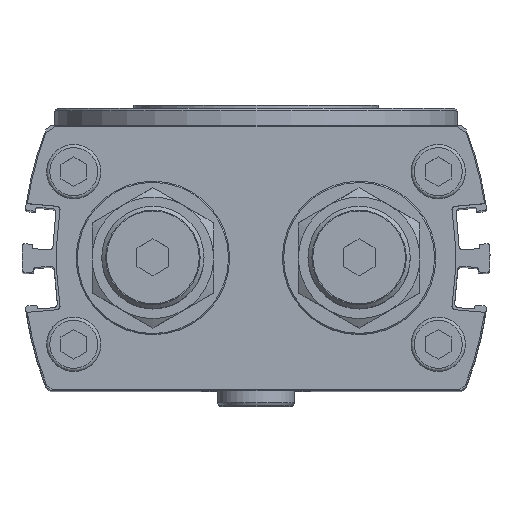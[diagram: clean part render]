
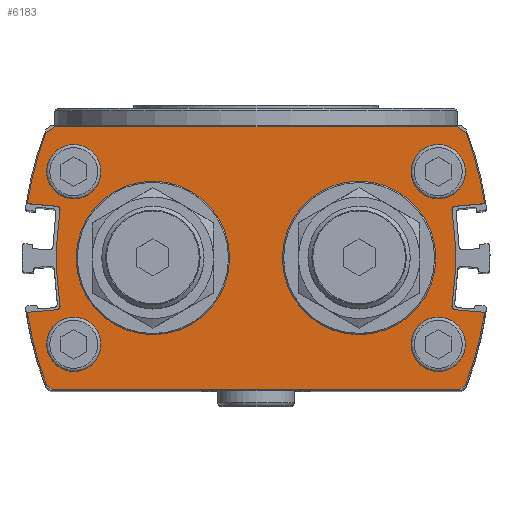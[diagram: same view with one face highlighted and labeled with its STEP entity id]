
A CAD part, top view. The second image highlights one B-rep face of the part: STEP entity #6183.
In plain terms, the highlighted planar face has unit normal (0, 0, 1).
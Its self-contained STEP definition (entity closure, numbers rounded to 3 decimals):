
#244=PLANE('',#6795);
#621=LINE('',#9950,#1085);
#626=LINE('',#9966,#1090);
#629=LINE('',#9974,#1093);
#631=LINE('',#9978,#1095);
#633=LINE('',#9982,#1097);
#636=LINE('',#9990,#1100);
#641=LINE('',#10006,#1105);
#644=LINE('',#10014,#1108);
#646=LINE('',#10018,#1110);
#647=LINE('',#10020,#1111);
#1085=VECTOR('',#7991,1000.);
#1090=VECTOR('',#8010,1000.);
#1093=VECTOR('',#8019,1000.);
#1095=VECTOR('',#8023,1000.);
#1097=VECTOR('',#8027,1000.);
#1100=VECTOR('',#8036,1000.);
#1105=VECTOR('',#8055,1000.);
#1108=VECTOR('',#8064,1000.);
#1110=VECTOR('',#8068,1000.);
#1111=VECTOR('',#8071,1000.);
#2054=ORIENTED_EDGE('',*,*,#3392,.F.);
#2055=ORIENTED_EDGE('',*,*,#3393,.F.);
#2056=ORIENTED_EDGE('',*,*,#3394,.F.);
#2057=ORIENTED_EDGE('',*,*,#3395,.F.);
#2058=ORIENTED_EDGE('',*,*,#3396,.F.);
#2059=ORIENTED_EDGE('',*,*,#3397,.F.);
#2060=ORIENTED_EDGE('',*,*,#3353,.T.);
#2061=ORIENTED_EDGE('',*,*,#3356,.T.);
#2062=ORIENTED_EDGE('',*,*,#3358,.F.);
#2063=ORIENTED_EDGE('',*,*,#3360,.T.);
#2064=ORIENTED_EDGE('',*,*,#3362,.F.);
#2065=ORIENTED_EDGE('',*,*,#3364,.T.);
#2066=ORIENTED_EDGE('',*,*,#3366,.T.);
#2067=ORIENTED_EDGE('',*,*,#3368,.T.);
#2068=ORIENTED_EDGE('',*,*,#3370,.T.);
#2069=ORIENTED_EDGE('',*,*,#3372,.T.);
#2070=ORIENTED_EDGE('',*,*,#3374,.T.);
#2071=ORIENTED_EDGE('',*,*,#3376,.T.);
#2072=ORIENTED_EDGE('',*,*,#3378,.F.);
#2073=ORIENTED_EDGE('',*,*,#3380,.T.);
#2074=ORIENTED_EDGE('',*,*,#3382,.F.);
#2075=ORIENTED_EDGE('',*,*,#3384,.T.);
#2076=ORIENTED_EDGE('',*,*,#3386,.T.);
#2077=ORIENTED_EDGE('',*,*,#3388,.T.);
#2078=ORIENTED_EDGE('',*,*,#3390,.T.);
#2079=ORIENTED_EDGE('',*,*,#3391,.T.);
#3353=EDGE_CURVE('',#4088,#4087,#4562,.T.);
#3356=EDGE_CURVE('',#4087,#4089,#621,.T.);
#3358=EDGE_CURVE('',#4090,#4089,#4563,.T.);
#3360=EDGE_CURVE('',#4090,#4091,#4564,.T.);
#3362=EDGE_CURVE('',#4092,#4091,#4565,.T.);
#3364=EDGE_CURVE('',#4092,#4093,#626,.T.);
#3366=EDGE_CURVE('',#4093,#4094,#4566,.T.);
#3368=EDGE_CURVE('',#4094,#4095,#629,.T.);
#3370=EDGE_CURVE('',#4095,#4096,#631,.T.);
#3372=EDGE_CURVE('',#4096,#4097,#633,.T.);
#3374=EDGE_CURVE('',#4097,#4098,#4567,.T.);
#3376=EDGE_CURVE('',#4098,#4099,#636,.T.);
#3378=EDGE_CURVE('',#4100,#4099,#4568,.T.);
#3380=EDGE_CURVE('',#4100,#4101,#4569,.T.);
#3382=EDGE_CURVE('',#4102,#4101,#4570,.T.);
#3384=EDGE_CURVE('',#4102,#4103,#641,.T.);
#3386=EDGE_CURVE('',#4103,#4104,#4571,.T.);
#3388=EDGE_CURVE('',#4104,#4105,#644,.T.);
#3390=EDGE_CURVE('',#4105,#4106,#646,.T.);
#3391=EDGE_CURVE('',#4106,#4088,#647,.T.);
#3392=EDGE_CURVE('',#4107,#4107,#4572,.T.);
#3393=EDGE_CURVE('',#4108,#4108,#4573,.T.);
#3394=EDGE_CURVE('',#4109,#4109,#4574,.T.);
#3395=EDGE_CURVE('',#4110,#4110,#4575,.T.);
#3396=EDGE_CURVE('',#4111,#4111,#4576,.T.);
#3397=EDGE_CURVE('',#4112,#4112,#4577,.T.);
#4087=VERTEX_POINT('',#9943);
#4088=VERTEX_POINT('',#9945);
#4089=VERTEX_POINT('',#9949);
#4090=VERTEX_POINT('',#9953);
#4091=VERTEX_POINT('',#9957);
#4092=VERTEX_POINT('',#9961);
#4093=VERTEX_POINT('',#9965);
#4094=VERTEX_POINT('',#9969);
#4095=VERTEX_POINT('',#9973);
#4096=VERTEX_POINT('',#9977);
#4097=VERTEX_POINT('',#9981);
#4098=VERTEX_POINT('',#9985);
#4099=VERTEX_POINT('',#9989);
#4100=VERTEX_POINT('',#9993);
#4101=VERTEX_POINT('',#9997);
#4102=VERTEX_POINT('',#10001);
#4103=VERTEX_POINT('',#10005);
#4104=VERTEX_POINT('',#10009);
#4105=VERTEX_POINT('',#10013);
#4106=VERTEX_POINT('',#10017);
#4107=VERTEX_POINT('',#10023);
#4108=VERTEX_POINT('',#10025);
#4109=VERTEX_POINT('',#10027);
#4110=VERTEX_POINT('',#10029);
#4111=VERTEX_POINT('',#10031);
#4112=VERTEX_POINT('',#10033);
#4562=CIRCLE('',#6766,56.);
#4563=CIRCLE('',#6769,0.6);
#4564=CIRCLE('',#6771,50.8);
#4565=CIRCLE('',#6773,0.6);
#4566=CIRCLE('',#6776,56.);
#4567=CIRCLE('',#6781,56.);
#4568=CIRCLE('',#6784,0.6);
#4569=CIRCLE('',#6786,50.8);
#4570=CIRCLE('',#6788,0.6);
#4571=CIRCLE('',#6791,56.);
#4572=CIRCLE('',#6796,11.85);
#4573=CIRCLE('',#6797,11.85);
#4574=CIRCLE('',#6798,4.25);
#4575=CIRCLE('',#6799,4.25);
#4576=CIRCLE('',#6800,4.25);
#4577=CIRCLE('',#6801,4.25);
#4883=EDGE_LOOP('',(#2054));
#4884=EDGE_LOOP('',(#2055));
#4885=EDGE_LOOP('',(#2056));
#4886=EDGE_LOOP('',(#2057));
#4887=EDGE_LOOP('',(#2058));
#4888=EDGE_LOOP('',(#2059));
#4889=EDGE_LOOP('',(#2060,#2061,#2062,#2063,#2064,#2065,#2066,#2067,#2068,
#2069,#2070,#2071,#2072,#2073,#2074,#2075,#2076,#2077,#2078,#2079));
#5483=FACE_BOUND('',#4883,.T.);
#5484=FACE_BOUND('',#4884,.T.);
#5485=FACE_BOUND('',#4885,.T.);
#5486=FACE_BOUND('',#4886,.T.);
#5487=FACE_BOUND('',#4887,.T.);
#5488=FACE_BOUND('',#4888,.T.);
#5489=FACE_BOUND('',#4889,.T.);
#6183=ADVANCED_FACE('',(#5483,#5484,#5485,#5486,#5487,#5488,#5489),#244,
 .T.);
#6766=AXIS2_PLACEMENT_3D('',#9944,#7985,#7986);
#6769=AXIS2_PLACEMENT_3D('',#9954,#7995,#7996);
#6771=AXIS2_PLACEMENT_3D('',#9958,#8000,#8001);
#6773=AXIS2_PLACEMENT_3D('',#9962,#8005,#8006);
#6776=AXIS2_PLACEMENT_3D('',#9970,#8014,#8015);
#6781=AXIS2_PLACEMENT_3D('',#9986,#8031,#8032);
#6784=AXIS2_PLACEMENT_3D('',#9994,#8040,#8041);
#6786=AXIS2_PLACEMENT_3D('',#9998,#8045,#8046);
#6788=AXIS2_PLACEMENT_3D('',#10002,#8050,#8051);
#6791=AXIS2_PLACEMENT_3D('',#10010,#8059,#8060);
#6795=AXIS2_PLACEMENT_3D('',#10021,#8072,#8073);
#6796=AXIS2_PLACEMENT_3D('',#10022,#8074,#8075);
#6797=AXIS2_PLACEMENT_3D('',#10024,#8076,#8077);
#6798=AXIS2_PLACEMENT_3D('',#10026,#8078,#8079);
#6799=AXIS2_PLACEMENT_3D('',#10028,#8080,#8081);
#6800=AXIS2_PLACEMENT_3D('',#10030,#8082,#8083);
#6801=AXIS2_PLACEMENT_3D('',#10032,#8084,#8085);
#7985=DIRECTION('',(0.,0.,1.));
#7986=DIRECTION('',(1.,0.,0.));
#7991=DIRECTION('',(0.996,-0.087,0.));
#7995=DIRECTION('',(0.,0.,1.));
#7996=DIRECTION('',(1.,0.,0.));
#8000=DIRECTION('',(0.,0.,1.));
#8001=DIRECTION('',(1.,0.,0.));
#8005=DIRECTION('',(0.,0.,1.));
#8006=DIRECTION('',(1.,0.,0.));
#8010=DIRECTION('',(-0.996,-0.087,0.));
#8014=DIRECTION('',(0.,0.,1.));
#8015=DIRECTION('',(1.,0.,0.));
#8019=DIRECTION('',(0.819,-0.574,0.));
#8023=DIRECTION('',(1.,0.,0.));
#8027=DIRECTION('',(0.819,0.574,0.));
#8031=DIRECTION('',(0.,0.,1.));
#8032=DIRECTION('',(1.,0.,0.));
#8036=DIRECTION('',(-0.996,0.087,0.));
#8040=DIRECTION('',(0.,0.,1.));
#8041=DIRECTION('',(1.,0.,0.));
#8045=DIRECTION('',(0.,0.,1.));
#8046=DIRECTION('',(1.,0.,0.));
#8050=DIRECTION('',(0.,0.,1.));
#8051=DIRECTION('',(1.,0.,0.));
#8055=DIRECTION('',(0.996,0.087,0.));
#8059=DIRECTION('',(0.,0.,1.));
#8060=DIRECTION('',(1.,0.,0.));
#8064=DIRECTION('',(-0.819,0.574,0.));
#8068=DIRECTION('',(-1.,0.,0.));
#8071=DIRECTION('',(-0.819,-0.574,0.));
#8072=DIRECTION('',(0.,0.,1.));
#8073=DIRECTION('',(1.,0.,0.));
#8074=DIRECTION('',(0.,0.,1.));
#8075=DIRECTION('',(1.,0.,0.));
#8076=DIRECTION('',(0.,0.,1.));
#8077=DIRECTION('',(1.,0.,0.));
#8078=DIRECTION('',(0.,0.,1.));
#8079=DIRECTION('',(1.,0.,0.));
#8080=DIRECTION('',(0.,0.,1.));
#8081=DIRECTION('',(1.,0.,0.));
#8082=DIRECTION('',(0.,0.,1.));
#8083=DIRECTION('',(1.,0.,0.));
#8084=DIRECTION('',(0.,0.,1.));
#8085=DIRECTION('',(1.,0.,0.));
#9943=CARTESIAN_POINT('',(-35.751,29.2,66.));
#9944=CARTESIAN_POINT('',(19.6,20.7,66.));
#9945=CARTESIAN_POINT('',(-32.895,40.2,66.));
#9949=CARTESIAN_POINT('',(-31.197,28.802,66.));
#9950=CARTESIAN_POINT('',(-35.751,29.2,66.));
#9953=CARTESIAN_POINT('',(-30.656,28.116,66.));
#9954=CARTESIAN_POINT('',(-31.249,28.204,66.));
#9957=CARTESIAN_POINT('',(-30.656,13.284,66.));
#9958=CARTESIAN_POINT('',(19.6,20.7,66.));
#9961=CARTESIAN_POINT('',(-31.197,12.598,66.));
#9962=CARTESIAN_POINT('',(-31.249,13.196,66.));
#9965=CARTESIAN_POINT('',(-35.751,12.2,66.));
#9966=CARTESIAN_POINT('',(-31.197,12.598,66.));
#9969=CARTESIAN_POINT('',(-32.745,0.8,66.));
#9970=CARTESIAN_POINT('',(19.6,20.7,66.));
#9973=CARTESIAN_POINT('',(-31.888,0.2,66.));
#9974=CARTESIAN_POINT('',(-32.745,0.8,66.));
#9977=CARTESIAN_POINT('',(31.888,0.2,66.));
#9978=CARTESIAN_POINT('',(-31.888,0.2,66.));
#9981=CARTESIAN_POINT('',(32.745,0.8,66.));
#9982=CARTESIAN_POINT('',(31.888,0.2,66.));
#9985=CARTESIAN_POINT('',(35.751,12.2,66.));
#9986=CARTESIAN_POINT('',(-19.6,20.7,66.));
#9989=CARTESIAN_POINT('',(31.197,12.598,66.));
#9990=CARTESIAN_POINT('',(35.751,12.2,66.));
#9993=CARTESIAN_POINT('',(30.656,13.284,66.));
#9994=CARTESIAN_POINT('',(31.249,13.196,66.));
#9997=CARTESIAN_POINT('',(30.656,28.116,66.));
#9998=CARTESIAN_POINT('',(-19.6,20.7,66.));
#10001=CARTESIAN_POINT('',(31.197,28.802,66.));
#10002=CARTESIAN_POINT('',(31.249,28.204,66.));
#10005=CARTESIAN_POINT('',(35.751,29.2,66.));
#10006=CARTESIAN_POINT('',(31.197,28.802,66.));
#10009=CARTESIAN_POINT('',(32.895,40.2,66.));
#10010=CARTESIAN_POINT('',(-19.6,20.7,66.));
#10013=CARTESIAN_POINT('',(31.467,41.2,66.));
#10014=CARTESIAN_POINT('',(32.895,40.2,66.));
#10017=CARTESIAN_POINT('',(-31.467,41.2,66.));
#10018=CARTESIAN_POINT('',(31.467,41.2,66.));
#10020=CARTESIAN_POINT('',(-31.467,41.2,66.));
#10021=CARTESIAN_POINT('',(19.6,20.7,66.));
#10022=CARTESIAN_POINT('',(-16.125,20.7,66.));
#10023=CARTESIAN_POINT('',(-4.275,20.7,66.));
#10024=CARTESIAN_POINT('',(16.125,20.7,66.));
#10025=CARTESIAN_POINT('',(27.975,20.7,66.));
#10026=CARTESIAN_POINT('',(-28.5,34.2,66.));
#10027=CARTESIAN_POINT('',(-24.25,34.2,66.));
#10028=CARTESIAN_POINT('',(28.5,34.2,66.));
#10029=CARTESIAN_POINT('',(32.75,34.2,66.));
#10030=CARTESIAN_POINT('',(-28.5,7.2,66.));
#10031=CARTESIAN_POINT('',(-24.25,7.2,66.));
#10032=CARTESIAN_POINT('',(28.5,7.2,66.));
#10033=CARTESIAN_POINT('',(32.75,7.2,66.));
